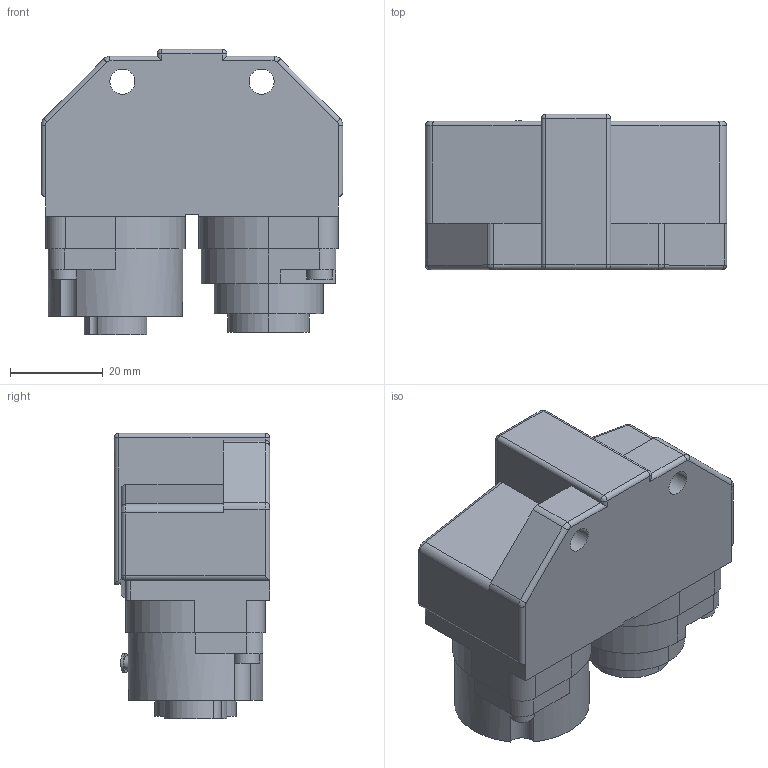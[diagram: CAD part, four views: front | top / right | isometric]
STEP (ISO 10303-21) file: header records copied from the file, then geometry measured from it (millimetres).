
FILE_DESCRIPTION((''),'2;1');
FILE_NAME('DM_CAD-0283B','2021-02-23T13:18:03',('creinig-se'),(''),'CREO PARAMETRIC BY PTC INC, 2019292','CREO PARAMETRIC BY PTC INC, 2019292','');
FILE_SCHEMA(('CONFIG_CONTROL_DESIGN','SHAPE_APPEARANCE_LAYERS_GROUPS'));
Length unit declared in the file: millimetre
Products named in the file (1): DM_CAD-0283B
Bounding box: 65 x 33.5 x 61.5 mm (x, y, z)
Volume: 83339.2 mm3; surface area: 17950.3 mm2
Topology: 2 solids, 2 shells, 217 faces, 665 edges, 534 vertices
Faces by surface type: cylinder 115, plane 83, sphere 6, bspline 6, torus 5, cone 2
Entity records: 10206 total; most frequent: CARTESIAN_POINT 1422, DIRECTION 1334, ORIENTED_EDGE 1014, PRESENTATION_STYLE_ASSIGNMENT 731, STYLED_ITEM 666, CURVE_STYLE 662, EDGE_CURVE 507, AXIS2_PLACEMENT_3D 479
